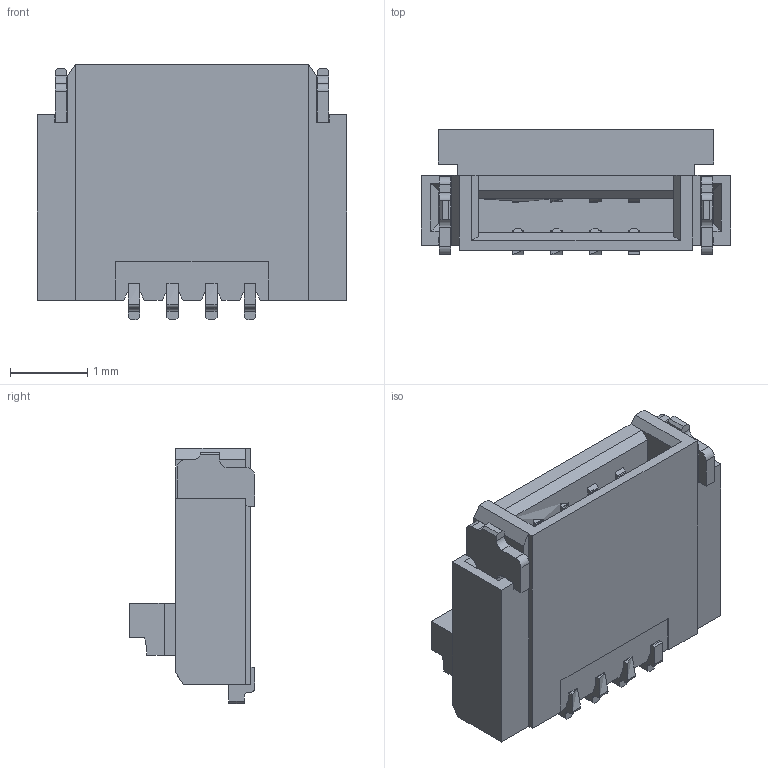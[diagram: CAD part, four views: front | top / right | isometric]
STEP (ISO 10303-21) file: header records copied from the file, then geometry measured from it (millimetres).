
FILE_DESCRIPTION (( 'STEP AP214' ), '1' );
FILE_NAME ('F3311A7H121004E200.STEP', '2023-06-22T06:26:07', ( '' ), ( '' ), 'SwSTEP 2.0', 'SolidWorks 2021', '' );
FILE_SCHEMA (( 'AUTOMOTIVE_DESIGN' ));
Length unit declared in the file: millimetre
Products named in the file (2): F3311A7H121004E200_F3311A7H121004E200; F3311A7H121004E200
Assembly tree (1 placements, depth 2):
  F3311A7H121004E200
    F3311A7H121004E200_F3311A7H121004E200
Bounding box: 4 x 1.62 x 3.3 mm (x, y, z)
Volume: 9.5 mm3; surface area: 77.9 mm2
Topology: 12 solids, 12 shells, 524 faces, 1414 edges, 915 vertices
Faces by surface type: plane 384, cylinder 140
Entity records: 16425 total; most frequent: CARTESIAN_POINT 2940, ORIENTED_EDGE 2828, DIRECTION 2690, EDGE_CURVE 1414, LINE 1144, VECTOR 1144, VERTEX_POINT 915, AXIS2_PLACEMENT_3D 773
